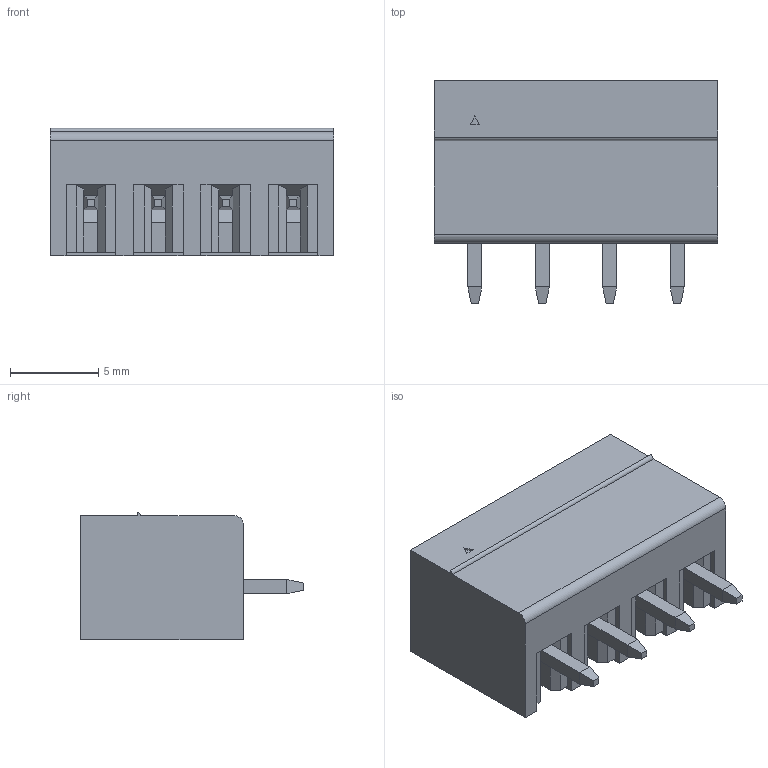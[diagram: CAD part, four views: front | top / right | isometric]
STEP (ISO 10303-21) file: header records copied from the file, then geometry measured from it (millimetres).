
FILE_DESCRIPTION (( 'STEP AP214' ), '1' );
FILE_NAME ('15EDGVC-3.81-04P-14-00AH.STEP', '2021-02-02T01:50:29', ( '' ), ( '' ), 'SwSTEP 2.0', 'SolidWorks 2020', '' );
FILE_SCHEMA (( 'AUTOMOTIVE_DESIGN' ));
Length unit declared in the file: millimetre
Products named in the file (1): 15EDGVC-3.81-04P-14-00AH
Bounding box: 16.03 x 12.6 x 7.2 mm (x, y, z)
Volume: 509.3 mm3; surface area: 1542.9 mm2
Topology: 1 solids, 1 shells, 591 faces, 1569 edges, 1022 vertices
Faces by surface type: plane 436, bspline 129, cylinder 14, torus 8, cone 4
Entity records: 28494 total; most frequent: CARTESIAN_POINT 10872, ORIENTED_EDGE 3138, DIRECTION 2277, EDGE_CURVE 1569, VECTOR 1255, LINE 1255, VERTEX_POINT 1022, EDGE_LOOP 633
